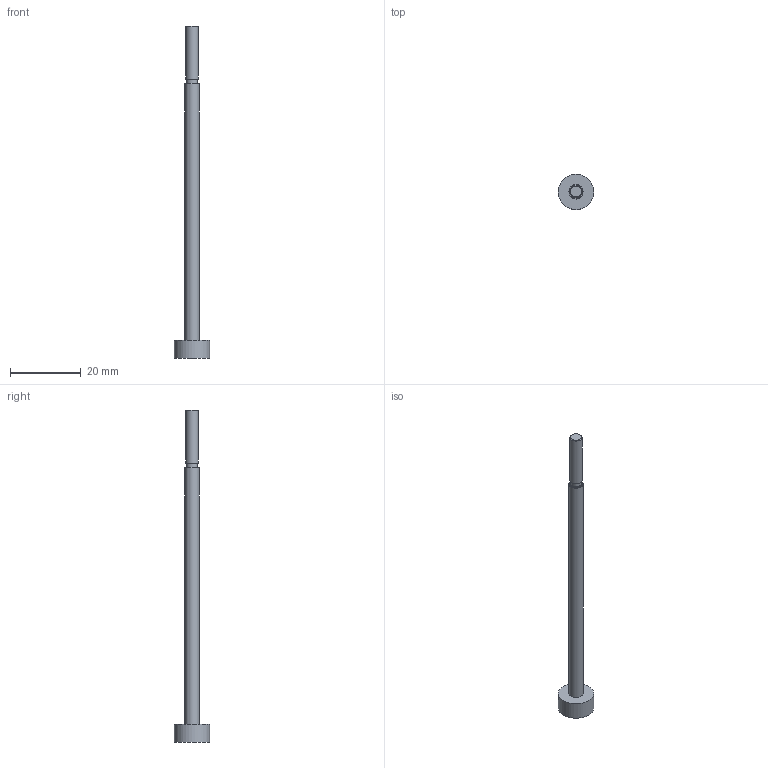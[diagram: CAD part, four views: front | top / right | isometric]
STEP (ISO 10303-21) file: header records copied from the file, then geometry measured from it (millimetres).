
FILE_DESCRIPTION(/* description */ (''),/* implementation_level */ '2;1');
FILE_NAME(/* name */ 'Rod.ipt.step',/* time_stamp */ '2020-04-16T23:11:12-04:00',/* author */ ('Jordan'),/* organization */ (''),/* preprocessor_version */ 'ST-DEVELOPER v17',/* originating_system */ 'Autodesk Inventor 2019',/* authorisation */ '');
FILE_SCHEMA (('AUTOMOTIVE_DESIGN { 1 0 10303 214 3 1 1 }'));
Length unit declared in the file: millimetre
Products named in the file (1): Rod
Bounding box: 10 x 10 x 93.94 mm (x, y, z)
Volume: 1459.6 mm3; surface area: 1406.3 mm2
Topology: 1 solids, 1 shells, 11 faces, 26 edges, 20 vertices
Faces by surface type: plane 5, cylinder 4, cone 2
Full cylindrical faces by diameter (mm): 3.1 x1, 3.505 x1, 4 x1, 10 x1
Entity records: 383 total; most frequent: DIRECTION 70, CARTESIAN_POINT 58, ORIENTED_EDGE 52, AXIS2_PLACEMENT_3D 32, EDGE_CURVE 26, CIRCLE 20, VERTEX_POINT 20, EDGE_LOOP 14
